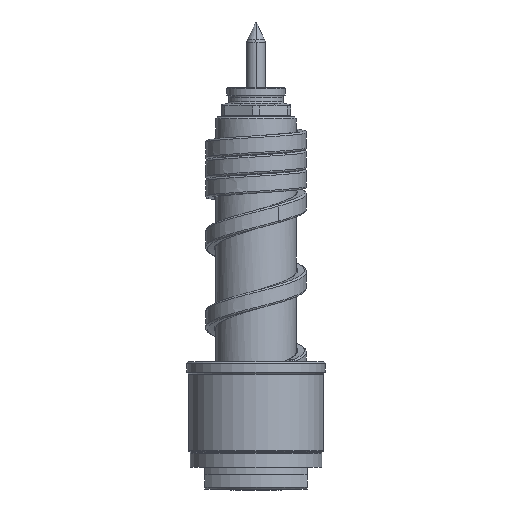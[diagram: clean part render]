
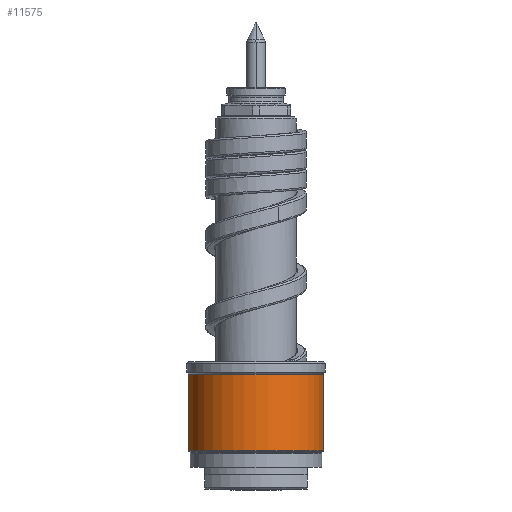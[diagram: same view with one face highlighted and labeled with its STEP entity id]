
A CAD part, front view. The second image highlights one B-rep face of the part: STEP entity #11575.
In plain terms, the highlighted cylindrical face has radius 18.5 mm (diameter 37 mm), a partial arc.
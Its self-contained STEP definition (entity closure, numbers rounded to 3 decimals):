
#3818=CARTESIAN_POINT('',(0.,0.,10.583));
#3819=DIRECTION('',(0.,0.,1.));
#3820=DIRECTION('',(-1.,0.,0.));
#3821=AXIS2_PLACEMENT_3D('',#3818,#3819,#3820);
#3823=DIRECTION('',(0.,0.,-1.));
#3824=VECTOR('',#3823,20.834);
#3825=CARTESIAN_POINT('',(-18.5,0.,31.417));
#3826=LINE('',#3825,#3824);
#3827=CARTESIAN_POINT('',(0.,0.,31.417));
#3828=DIRECTION('',(0.,0.,1.));
#3829=DIRECTION('',(-1.,0.,0.));
#3830=AXIS2_PLACEMENT_3D('',#3827,#3828,#3829);
#3832=DIRECTION('',(0.,0.,-1.));
#3833=VECTOR('',#3832,20.834);
#3834=CARTESIAN_POINT('',(18.5,0.,31.417));
#3835=LINE('',#3834,#3833);
#6197=CARTESIAN_POINT('',(18.5,0.,31.417));
#6198=CARTESIAN_POINT('',(-18.5,0.,31.417));
#6199=VERTEX_POINT('',#6197);
#6200=VERTEX_POINT('',#6198);
#6223=CARTESIAN_POINT('',(18.5,0.,10.583));
#6224=VERTEX_POINT('',#6223);
#6225=CARTESIAN_POINT('',(-18.5,0.,10.583));
#6226=VERTEX_POINT('',#6225);
#11563=CARTESIAN_POINT('',(0.,0.,8.75));
#11564=DIRECTION('',(0.,0.,1.));
#11565=DIRECTION('',(-1.,0.,0.));
#11566=AXIS2_PLACEMENT_3D('',#11563,#11564,#11565);
#11567=CYLINDRICAL_SURFACE('',#11566,18.5);
#11568=ORIENTED_EDGE('',*,*,#9594,.F.);
#11569=ORIENTED_EDGE('',*,*,#9575,.F.);
#11571=ORIENTED_EDGE('',*,*,#11570,.T.);
#11572=ORIENTED_EDGE('',*,*,#9571,.T.);
#11573=EDGE_LOOP('',(#11568,#11569,#11571,#11572));
#11574=FACE_OUTER_BOUND('',#11573,.F.);
#3822=CIRCLE('',#3821,18.5);
#3831=CIRCLE('',#3830,18.5);
#9571=EDGE_CURVE('',#6199,#6224,#3835,.T.);
#9575=EDGE_CURVE('',#6200,#6226,#3826,.T.);
#9594=EDGE_CURVE('',#6226,#6224,#3822,.T.);
#11570=EDGE_CURVE('',#6200,#6199,#3831,.T.);
#11575=ADVANCED_FACE('',(#11574),#11567,.T.);
